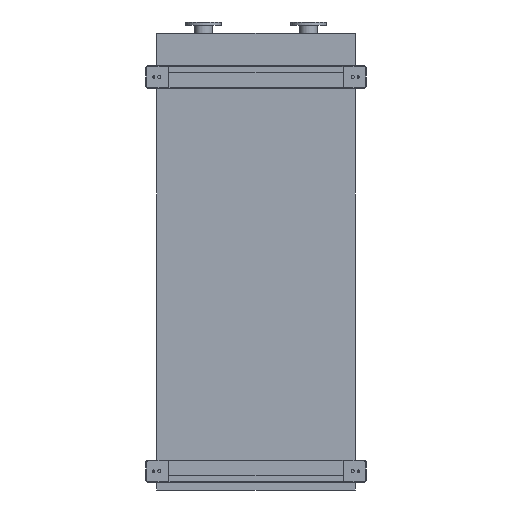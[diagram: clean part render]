
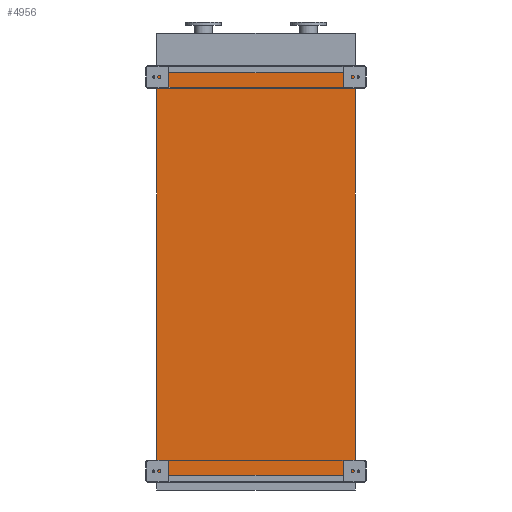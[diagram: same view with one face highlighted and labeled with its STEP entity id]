
A CAD part, front view. The second image highlights one B-rep face of the part: STEP entity #4956.
In plain terms, the highlighted planar face has unit normal (0, -1, 0).
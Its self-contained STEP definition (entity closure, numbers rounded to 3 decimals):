
#1087 = CARTESIAN_POINT ( 'NONE',  ( -605., 0., -2450. ) ) ;
#1495 = EDGE_CURVE ( 'NONE', #5771, #6100, #9184, .T. ) ;
#2693 = LINE ( 'NONE', #23167, #20198 ) ;
#2938 = ORIENTED_EDGE ( 'NONE', *, *, #22529, .T. ) ;
#3020 = VERTEX_POINT ( 'NONE', #18891 ) ;
#3956 = EDGE_CURVE ( 'NONE', #3020, #6100, #20006, .T. ) ;
#4956 = ADVANCED_FACE ( 'NONE', ( #15779 ), #11517, .T. ) ;
#5771 = VERTEX_POINT ( 'NONE', #13282 ) ;
#6100 = VERTEX_POINT ( 'NONE', #20483 ) ;
#6151 = DIRECTION ( 'NONE',  ( 0., 0., -1. ) ) ;
#7135 = LINE ( 'NONE', #1087, #10792 ) ;
#7586 = AXIS2_PLACEMENT_3D ( 'NONE', #15144, #16924, #6151 ) ;
#7623 = EDGE_LOOP ( 'NONE', ( #13303, #19929, #2938, #21224 ) ) ;
#8145 = CARTESIAN_POINT ( 'NONE',  ( -605., 0., -2450. ) ) ;
#8624 = VECTOR ( 'NONE', #17942, 1000. ) ;
#8674 = CARTESIAN_POINT ( 'NONE',  ( 605., 0., -2450. ) ) ;
#9184 = LINE ( 'NONE', #12551, #8624 ) ;
#10389 = EDGE_CURVE ( 'NONE', #13143, #5771, #2693, .T. ) ;
#10792 = VECTOR ( 'NONE', #12007, 1000. ) ;
#11061 = VECTOR ( 'NONE', #19296, 1000. ) ;
#11517 = PLANE ( 'NONE',  #7586 ) ;
#12007 = DIRECTION ( 'NONE',  ( 1., 0., 0. ) ) ;
#12551 = CARTESIAN_POINT ( 'NONE',  ( -605., 0., 0. ) ) ;
#13143 = VERTEX_POINT ( 'NONE', #8145 ) ;
#13282 = CARTESIAN_POINT ( 'NONE',  ( -605., 0., 0. ) ) ;
#13303 = ORIENTED_EDGE ( 'NONE', *, *, #1495, .F. ) ;
#15144 = CARTESIAN_POINT ( 'NONE',  ( -605., 0., -2450. ) ) ;
#15779 = FACE_OUTER_BOUND ( 'NONE', #7623, .T. ) ;
#16924 = DIRECTION ( 'NONE',  ( 0., -1., 0. ) ) ;
#17766 = DIRECTION ( 'NONE',  ( 0., 0., 1. ) ) ;
#17942 = DIRECTION ( 'NONE',  ( 1., 0., 0. ) ) ;
#18891 = CARTESIAN_POINT ( 'NONE',  ( 605., 0., -2450. ) ) ;
#19296 = DIRECTION ( 'NONE',  ( 0., 0., 1. ) ) ;
#19929 = ORIENTED_EDGE ( 'NONE', *, *, #10389, .F. ) ;
#20006 = LINE ( 'NONE', #8674, #11061 ) ;
#20198 = VECTOR ( 'NONE', #17766, 1000. ) ;
#20483 = CARTESIAN_POINT ( 'NONE',  ( 605., 0., 0. ) ) ;
#21224 = ORIENTED_EDGE ( 'NONE', *, *, #3956, .T. ) ;
#22529 = EDGE_CURVE ( 'NONE', #13143, #3020, #7135, .T. ) ;
#23167 = CARTESIAN_POINT ( 'NONE',  ( -605., 0., -2450. ) ) ;
